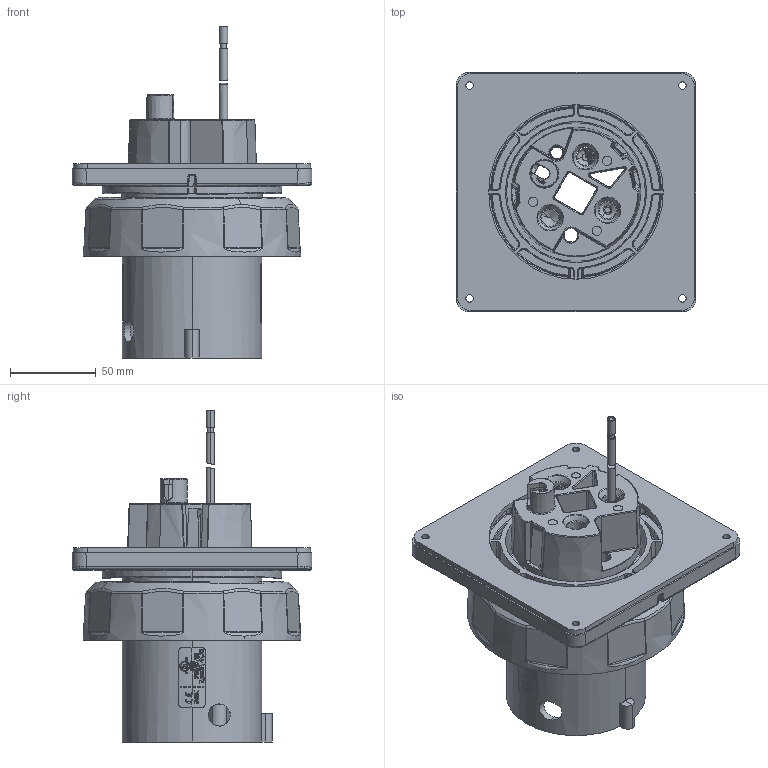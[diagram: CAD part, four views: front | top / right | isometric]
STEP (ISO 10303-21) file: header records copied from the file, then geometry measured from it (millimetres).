
FILE_DESCRIPTION (( 'STEP AP214' ), '1' );
FILE_NAME ('ORC3637-M01.STEP', '2023-08-01T18:30:23', ( '' ), ( '' ), 'SwSTEP 2.0', 'SolidWorks 2020', '' );
FILE_SCHEMA (( 'AUTOMOTIVE_DESIGN' ));
Length unit declared in the file: inch
Products named in the file (1): ORC3637-M01
Bounding box: 139.7 x 139.7 x 193.27 mm (x, y, z)
Surface area: 168332.2 mm2 (no closed solid volume)
Topology: 0 solids, 69 shells, 947 faces, 4522 edges, 3563 vertices
Faces by surface type: plane 277, bspline 235, cylinder 233, cone 106, torus 71, sphere 25
Entity records: 78689 total; most frequent: CARTESIAN_POINT 35222, ORIENTED_EDGE 6180, DIRECTION 5097, EDGE_CURVE 4506, VERTEX_POINT 3563, LINE 1803, VECTOR 1803, AXIS2_PLACEMENT_3D 1647
